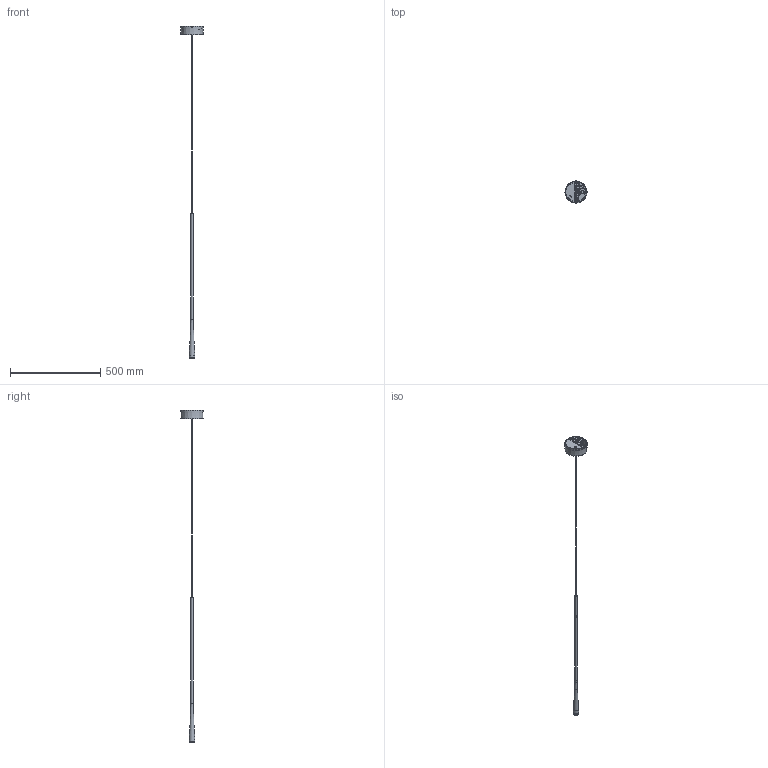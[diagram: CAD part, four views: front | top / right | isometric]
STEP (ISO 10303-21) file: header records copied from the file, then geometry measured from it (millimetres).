
FILE_DESCRIPTION(/* description */ ('This is a sample STEP configuration'),/* implementation_level */ '2;1');
FILE_NAME(/* name */ '188-202xxxxxxxxxx _Simple.ipt_Rev_00.stp',/* time_stamp */ '2022-04-20T15:11:46+02:00',/* author */ ('powerJobs'),/* organization */ ('coolOrange'),/* preprocessor_version */ 'ST-DEVELOPER v18.1',/* originating_system */ 'Autodesk Inventor 2020',/* authorisation */ '');
FILE_SCHEMA (('AUTOMOTIVE_DESIGN { 1 0 10303 214 3 1 1 }'));
Length unit declared in the file: millimetre
Products named in the file (1): ENG000025849
Bounding box: 122.84 x 122.84 x 1837.32 mm (x, y, z)
Volume: 199211 mm3; surface area: 163577.1 mm2
Topology: 4 solids, 4 shells, 906 faces, 2567 edges, 1694 vertices
Faces by surface type: plane 551, cylinder 135, bspline 123, cone 67, torus 18, sphere 12
Full cylindrical faces by diameter (mm): 2.5 x1, 4 x1, 4.4 x1, 5 x1, 7 x1, 8 x1, 12 x1, 13 x1, 25.5 x1, 27 x1, 28.5 x2, 29 x1
Entity records: 37550 total; most frequent: CARTESIAN_POINT 13934, ORIENTED_EDGE 5124, DIRECTION 4173, EDGE_CURVE 2562, VERTEX_POINT 1694, LINE 1509, VECTOR 1509, AXIS2_PLACEMENT_3D 1332
